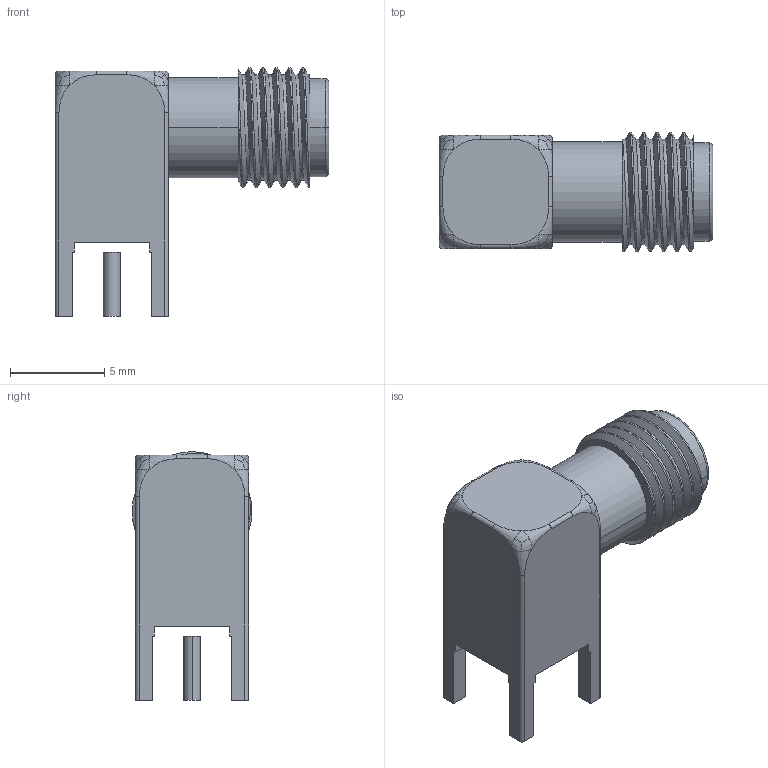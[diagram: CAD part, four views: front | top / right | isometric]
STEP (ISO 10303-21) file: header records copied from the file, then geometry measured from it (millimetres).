
FILE_DESCRIPTION (( 'STEP AP214' ), '1' );
FILE_NAME ('SMA-TH_5P-L14.5-W6.0-H9.6_BWSMA-KWE-Z001.step', '2022-07-15T04:36:32', ( '' ), ( '' ), 'SwSTEP 2.0', 'SolidWorks 2020', '' );
FILE_SCHEMA (( 'AUTOMOTIVE_DESIGN' ));
Length unit declared in the file: millimetre
Products named in the file (1): SMA-TH_5P-L14.5-W6.0-H9.6_BWSMA-KWE-Z001
Bounding box: 14.5 x 6.35 x 13.17 mm (x, y, z)
Volume: 511 mm3; surface area: 593.4 mm2
Topology: 16 solids, 16 shells, 343 faces, 932 edges, 634 vertices
Faces by surface type: plane 180, bspline 125, cylinder 36, torus 2
Entity records: 17350 total; most frequent: CARTESIAN_POINT 5691, ORIENTED_EDGE 1864, DIRECTION 1094, EDGE_CURVE 932, VERTEX_POINT 634, VECTOR 572, LINE 572, EDGE_LOOP 370
